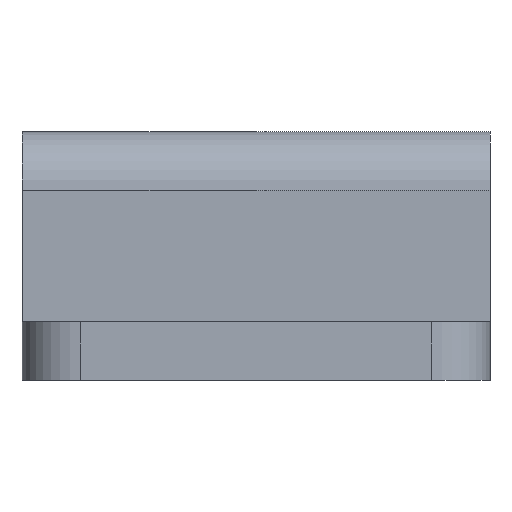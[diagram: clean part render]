
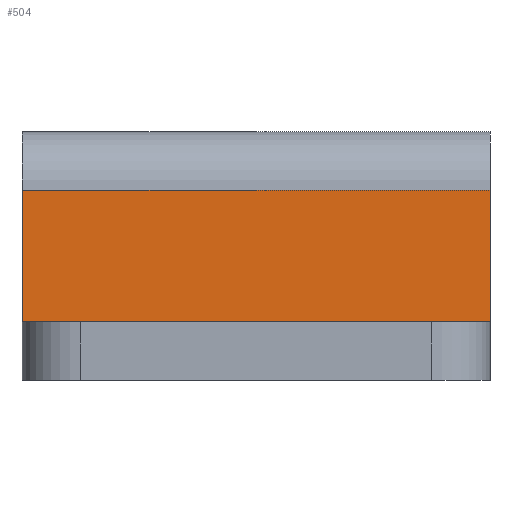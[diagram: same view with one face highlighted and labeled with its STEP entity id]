
A CAD part, left-side view. The second image highlights one B-rep face of the part: STEP entity #504.
In plain terms, the highlighted planar face has unit normal (-1, 0, 0).
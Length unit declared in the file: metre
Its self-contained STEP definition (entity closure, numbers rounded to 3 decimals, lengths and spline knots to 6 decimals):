
#19=PLANE('',#552);
#40=FACE_OUTER_BOUND('',#68,.T.);
#68=EDGE_LOOP('',(#355,#356,#357,#358,#359,#360));
#99=LINE('',#769,#149);
#101=LINE('',#775,#151);
#102=LINE('',#777,#152);
#103=LINE('',#779,#153);
#104=LINE('',#781,#154);
#105=LINE('',#782,#155);
#149=VECTOR('',#615,0.01);
#151=VECTOR('',#621,0.01);
#152=VECTOR('',#622,0.01);
#153=VECTOR('',#623,0.01);
#154=VECTOR('',#624,0.01);
#155=VECTOR('',#625,0.01);
#226=VERTEX_POINT('',#766);
#227=VERTEX_POINT('',#768);
#229=VERTEX_POINT('',#774);
#230=VERTEX_POINT('',#776);
#231=VERTEX_POINT('',#778);
#232=VERTEX_POINT('',#780);
#276=EDGE_CURVE('',#226,#227,#99,.T.);
#279=EDGE_CURVE('',#229,#226,#101,.T.);
#280=EDGE_CURVE('',#230,#229,#102,.T.);
#281=EDGE_CURVE('',#231,#230,#103,.T.);
#282=EDGE_CURVE('',#232,#231,#104,.T.);
#283=EDGE_CURVE('',#227,#232,#105,.T.);
#355=ORIENTED_EDGE('',*,*,#276,.F.);
#356=ORIENTED_EDGE('',*,*,#279,.F.);
#357=ORIENTED_EDGE('',*,*,#280,.F.);
#358=ORIENTED_EDGE('',*,*,#281,.F.);
#359=ORIENTED_EDGE('',*,*,#282,.F.);
#360=ORIENTED_EDGE('',*,*,#283,.F.);
#504=ADVANCED_FACE('',(#40),#19,.T.);
#552=AXIS2_PLACEMENT_3D('',#773,#619,#620);
#615=DIRECTION('',(0.,-1.,0.));
#619=DIRECTION('center_axis',(-1.,0.,0.));
#620=DIRECTION('ref_axis',(0.,0.,1.));
#621=DIRECTION('',(0.,0.,1.));
#622=DIRECTION('',(0.,1.,0.));
#623=DIRECTION('',(0.,1.,0.));
#624=DIRECTION('',(0.,1.,0.));
#625=DIRECTION('',(0.,0.,-1.));
#766=CARTESIAN_POINT('',(-0.0075,0.008,0.0045));
#768=CARTESIAN_POINT('',(-0.0075,-0.008,0.0045));
#769=CARTESIAN_POINT('',(-0.0075,-0.008,0.0045));
#773=CARTESIAN_POINT('Origin',(-0.0075,-0.008,0.));
#774=CARTESIAN_POINT('',(-0.0075,0.008,0.));
#775=CARTESIAN_POINT('',(-0.0075,0.008,0.0065));
#776=CARTESIAN_POINT('',(-0.0075,0.001234,0.));
#777=CARTESIAN_POINT('',(-0.0075,-0.004,0.));
#778=CARTESIAN_POINT('',(-0.0075,-0.001234,0.));
#779=CARTESIAN_POINT('',(-0.0075,-0.008,0.));
#780=CARTESIAN_POINT('',(-0.0075,-0.008,0.));
#781=CARTESIAN_POINT('',(-0.0075,-0.004,0.));
#782=CARTESIAN_POINT('',(-0.0075,-0.008,0.0065));
